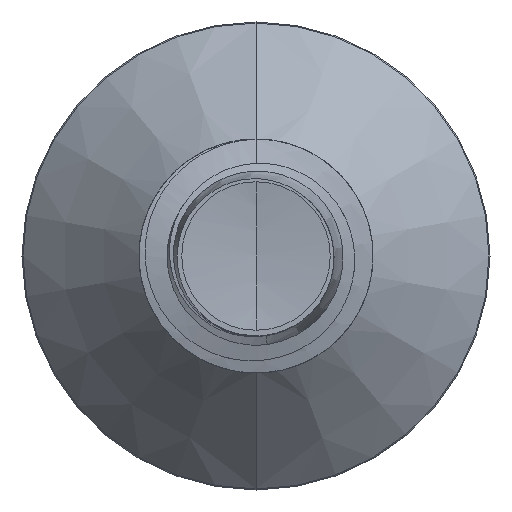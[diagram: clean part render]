
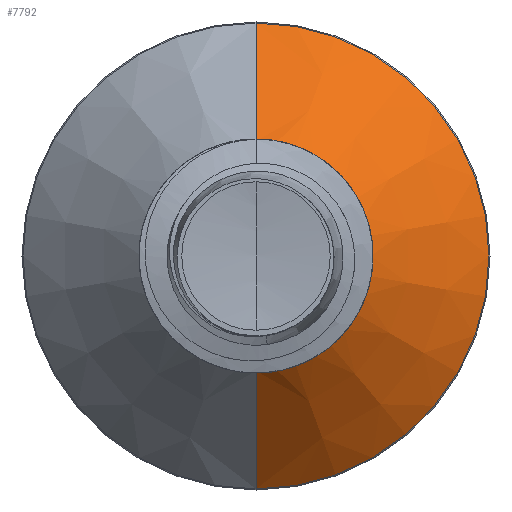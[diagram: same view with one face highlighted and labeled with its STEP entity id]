
A CAD part, front view. The second image highlights one B-rep face of the part: STEP entity #7792.
In plain terms, the highlighted conical face has half-angle 45 degrees and reference radius 1.08 mm.
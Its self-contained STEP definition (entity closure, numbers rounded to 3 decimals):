
#347 = ORIENTED_EDGE ( 'NONE', *, *, #12299, .T. ) ;
#456 = DIRECTION ( 'NONE',  ( 0., 1., 0. ) ) ;
#863 = AXIS2_PLACEMENT_3D ( 'NONE', #30544, #27956, #8049 ) ;
#945 = ORIENTED_EDGE ( 'NONE', *, *, #8351, .F. ) ;
#1221 = VERTEX_POINT ( 'NONE', #5214 ) ;
#1513 = CONICAL_SURFACE ( 'NONE', #863, 1.08, 0.785 ) ;
#2063 = EDGE_CURVE ( 'NONE', #23934, #6830, #23874, .T. ) ;
#2286 = CIRCLE ( 'NONE', #7648, 2.19 ) ;
#4673 = VECTOR ( 'NONE', #26275, 1000. ) ;
#5068 = EDGE_LOOP ( 'NONE', ( #14518, #347, #945, #31233 ) ) ;
#5214 = CARTESIAN_POINT ( 'NONE',  ( 0., 9.53, -1.08 ) ) ;
#6515 = CARTESIAN_POINT ( 'NONE',  ( 0., 10.64, 0. ) ) ;
#6830 = VERTEX_POINT ( 'NONE', #21802 ) ;
#7648 = AXIS2_PLACEMENT_3D ( 'NONE', #6515, #23947, #9026 ) ;
#7792 = ADVANCED_FACE ( 'NONE', ( #24602 ), #1513, .T. ) ;
#8049 = DIRECTION ( 'NONE',  ( 0., 0., 1. ) ) ;
#8351 = EDGE_CURVE ( 'NONE', #6830, #11164, #2286, .T. ) ;
#9026 = DIRECTION ( 'NONE',  ( 0., 0., 1. ) ) ;
#11164 = VERTEX_POINT ( 'NONE', #17307 ) ;
#11378 = CARTESIAN_POINT ( 'NONE',  ( 0., 9.53, -1.08 ) ) ;
#12299 = EDGE_CURVE ( 'NONE', #1221, #11164, #30387, .T. ) ;
#14047 = CIRCLE ( 'NONE', #29548, 1.08 ) ;
#14518 = ORIENTED_EDGE ( 'NONE', *, *, #18834, .T. ) ;
#15530 = CARTESIAN_POINT ( 'NONE',  ( 0., 9.53, 0. ) ) ;
#17307 = CARTESIAN_POINT ( 'NONE',  ( 0., 10.64, -2.19 ) ) ;
#17327 = CARTESIAN_POINT ( 'NONE',  ( 0., 9.53, 1.08 ) ) ;
#18062 = DIRECTION ( 'NONE',  ( 0., 0., 1. ) ) ;
#18834 = EDGE_CURVE ( 'NONE', #23934, #1221, #14047, .T. ) ;
#21550 = VECTOR ( 'NONE', #24785, 1000. ) ;
#21802 = CARTESIAN_POINT ( 'NONE',  ( 0., 10.64, 2.19 ) ) ;
#23874 = LINE ( 'NONE', #17327, #21550 ) ;
#23934 = VERTEX_POINT ( 'NONE', #25860 ) ;
#23947 = DIRECTION ( 'NONE',  ( 0., 1., 0. ) ) ;
#24602 = FACE_OUTER_BOUND ( 'NONE', #5068, .T. ) ;
#24785 = DIRECTION ( 'NONE',  ( 0., 0.707, 0.707 ) ) ;
#25860 = CARTESIAN_POINT ( 'NONE',  ( 0., 9.53, 1.08 ) ) ;
#26275 = DIRECTION ( 'NONE',  ( 0., 0.707, -0.707 ) ) ;
#27956 = DIRECTION ( 'NONE',  ( 0., 1., 0. ) ) ;
#29548 = AXIS2_PLACEMENT_3D ( 'NONE', #15530, #456, #18062 ) ;
#30387 = LINE ( 'NONE', #11378, #4673 ) ;
#30544 = CARTESIAN_POINT ( 'NONE',  ( 0., 9.53, 0. ) ) ;
#31233 = ORIENTED_EDGE ( 'NONE', *, *, #2063, .F. ) ;
